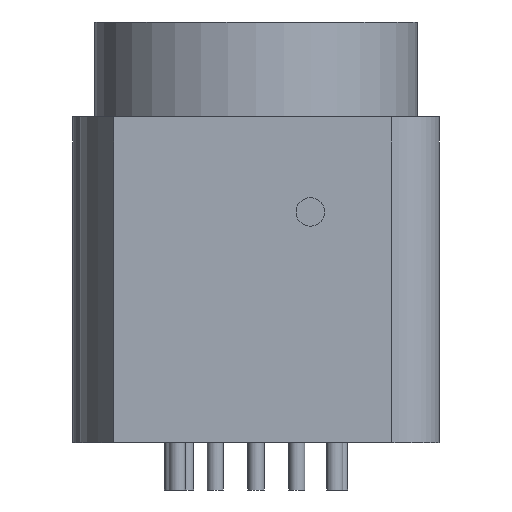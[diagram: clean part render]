
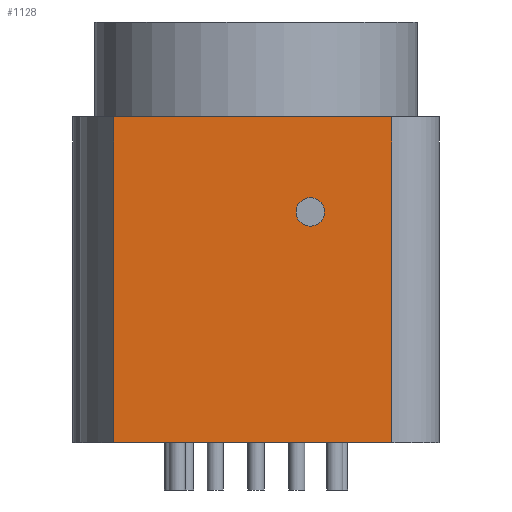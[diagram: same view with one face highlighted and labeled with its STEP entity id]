
A CAD part, front view. The second image highlights one B-rep face of the part: STEP entity #1128.
In plain terms, the highlighted planar face has unit normal (0, -1, 0).
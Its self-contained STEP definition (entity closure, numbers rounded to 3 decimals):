
#35=DIRECTION('',(1.,0.,0.));
#36=VECTOR('',#35,20.5);
#37=CARTESIAN_POINT('',(-10.5,-15.,0.));
#38=LINE('',#37,#36);
#126=DIRECTION('',(1.,0.,0.));
#127=VECTOR('',#126,20.5);
#128=CARTESIAN_POINT('',(-10.5,-15.,-24.));
#129=LINE('',#128,#127);
#271=DIRECTION('',(0.,0.,-1.));
#272=VECTOR('',#271,24.);
#273=CARTESIAN_POINT('',(-10.5,-15.,0.));
#274=LINE('',#273,#272);
#275=CARTESIAN_POINT('',(4.,-15.,-7.));
#276=DIRECTION('',(0.,-1.,0.));
#277=DIRECTION('',(-1.,0.,0.));
#278=AXIS2_PLACEMENT_3D('',#275,#276,#277);
#280=CARTESIAN_POINT('',(4.,-15.,-7.));
#281=DIRECTION('',(0.,-1.,0.));
#282=DIRECTION('',(1.,0.,0.));
#283=AXIS2_PLACEMENT_3D('',#280,#281,#282);
#285=DIRECTION('',(0.,0.,-1.));
#286=VECTOR('',#285,24.);
#287=CARTESIAN_POINT('',(10.,-15.,0.));
#288=LINE('',#287,#286);
#669=CARTESIAN_POINT('',(-10.5,-15.,0.));
#670=VERTEX_POINT('',#669);
#671=CARTESIAN_POINT('',(10.,-15.,0.));
#672=VERTEX_POINT('',#671);
#695=CARTESIAN_POINT('',(-10.5,-15.,-24.));
#696=VERTEX_POINT('',#695);
#697=CARTESIAN_POINT('',(10.,-15.,-24.));
#698=VERTEX_POINT('',#697);
#753=CARTESIAN_POINT('',(2.95,-15.,-7.));
#754=CARTESIAN_POINT('',(5.05,-15.,-7.));
#755=VERTEX_POINT('',#753);
#756=VERTEX_POINT('',#754);
#1110=CARTESIAN_POINT('',(-10.5,-15.,0.));
#1111=DIRECTION('',(0.,-1.,0.));
#1112=DIRECTION('',(1.,0.,0.));
#1113=AXIS2_PLACEMENT_3D('',#1110,#1111,#1112);
#1114=PLANE('',#1113);
#1115=ORIENTED_EDGE('',*,*,#848,.T.);
#1117=ORIENTED_EDGE('',*,*,#1116,.T.);
#1118=ORIENTED_EDGE('',*,*,#926,.F.);
#1119=ORIENTED_EDGE('',*,*,#1103,.F.);
#1120=EDGE_LOOP('',(#1115,#1117,#1118,#1119));
#1121=FACE_OUTER_BOUND('',#1120,.F.);
#1123=ORIENTED_EDGE('',*,*,#1122,.T.);
#1125=ORIENTED_EDGE('',*,*,#1124,.T.);
#1126=EDGE_LOOP('',(#1123,#1125));
#1127=FACE_BOUND('',#1126,.F.);
#1128=ADVANCED_FACE('',(#1121,#1127),#1114,.T.);
#279=CIRCLE('',#278,1.05);
#284=CIRCLE('',#283,1.05);
#848=EDGE_CURVE('',#670,#672,#38,.T.);
#926=EDGE_CURVE('',#696,#698,#129,.T.);
#1103=EDGE_CURVE('',#670,#696,#274,.T.);
#1116=EDGE_CURVE('',#672,#698,#288,.T.);
#1122=EDGE_CURVE('',#755,#756,#279,.T.);
#1124=EDGE_CURVE('',#756,#755,#284,.T.);
